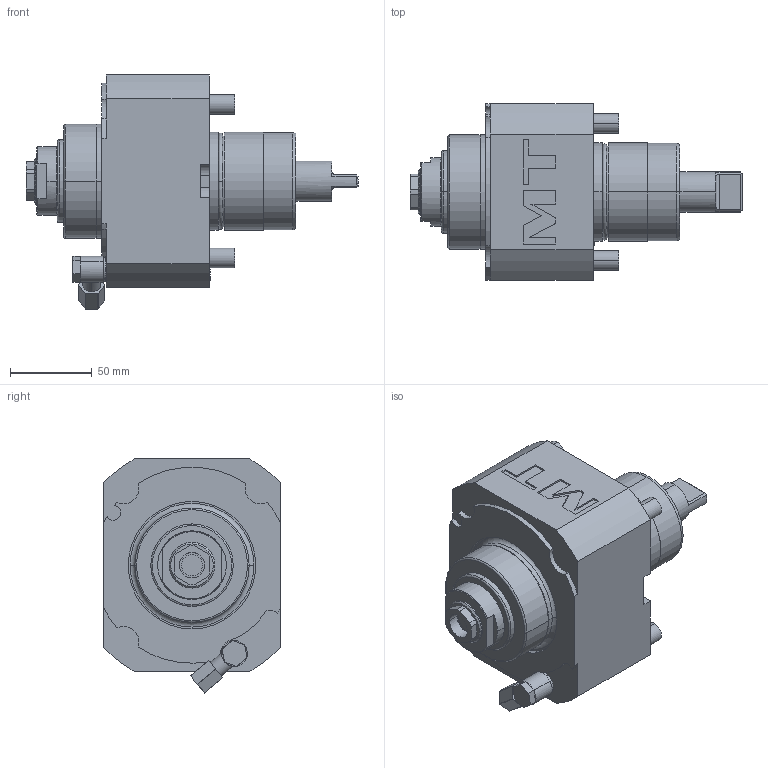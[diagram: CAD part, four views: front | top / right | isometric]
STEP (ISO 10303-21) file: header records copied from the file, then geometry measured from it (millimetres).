
FILE_DESCRIPTION((''),'2;1');
FILE_NAME('MNL0690120_CONF','2023-02-13T08:16:20',('sterribile'),('M.T. srl'),'CREO PARAMETRIC BY PTC INC, 2021072','CREO PARAMETRIC BY PTC INC, 2021072','');
FILE_SCHEMA(('CONFIG_CONTROL_DESIGN'));
Length unit declared in the file: millimetre
Products named in the file (1): MNL0690120_CONF
Bounding box: 203.23 x 108 x 143.25 mm (x, y, z)
Volume: 1161789.6 mm3; surface area: 88396.1 mm2
Topology: 1 solids, 1 shells, 276 faces, 684 edges, 442 vertices
Faces by surface type: plane 148, cylinder 94, cone 18, torus 12, extrusion 4
Entity records: 8479 total; most frequent: CARTESIAN_POINT 1697, DIRECTION 1454, ORIENTED_EDGE 1368, EDGE_CURVE 684, AXIS2_PLACEMENT_3D 522, VERTEX_POINT 442, VECTOR 410, LINE 406
